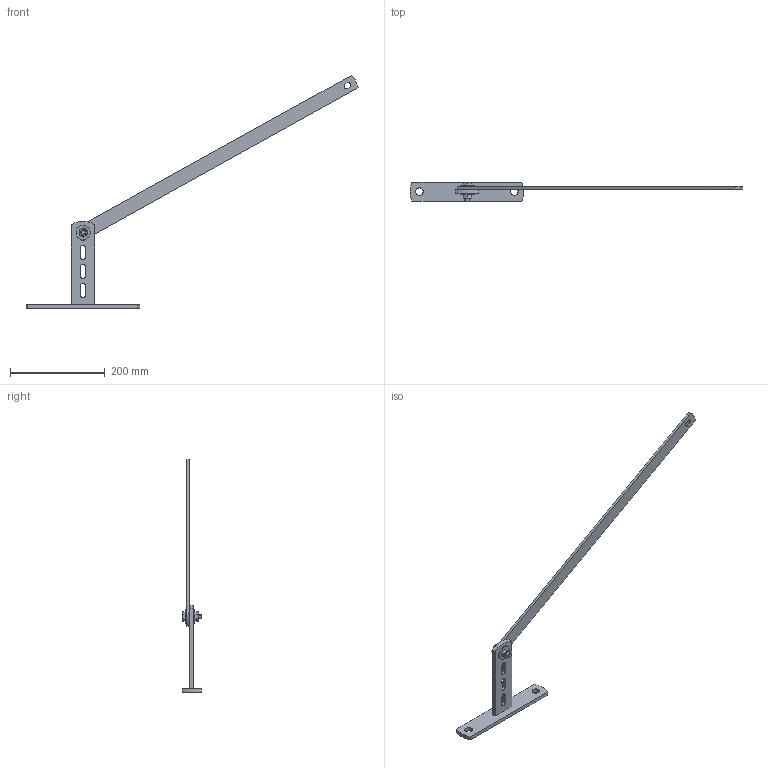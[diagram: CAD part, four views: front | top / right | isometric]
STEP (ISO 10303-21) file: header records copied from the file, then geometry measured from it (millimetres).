
FILE_DESCRIPTION (( 'STEP AP214' ), '1' );
FILE_NAME ('0529470500.STEP', '2024-05-16T09:45:22', ( '' ), ( '' ), 'SwSTEP 2.0', 'SolidWorks 2022', '' );
FILE_SCHEMA (( 'AUTOMOTIVE_DESIGN' ));
Length unit declared in the file: millimetre
Products named in the file (1): 0529470500
Bounding box: 699.17 x 41.9 x 490.52 mm (x, y, z)
Volume: 260610.9 mm3; surface area: 98848.3 mm2
Topology: 7 solids, 7 shells, 114 faces, 267 edges, 169 vertices
Faces by surface type: plane 47, cylinder 38, cone 27, torus 2
Entity records: 4774 total; most frequent: CARTESIAN_POINT 747, DIRECTION 570, ORIENTED_EDGE 534, EDGE_CURVE 267, AXIS2_PLACEMENT_3D 224, VERTEX_POINT 169, EDGE_LOOP 138, UNCERTAINTY_MEASURE_WITH_UNIT 123
